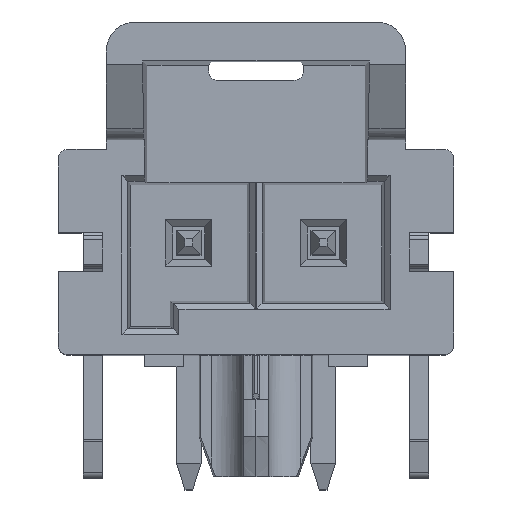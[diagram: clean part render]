
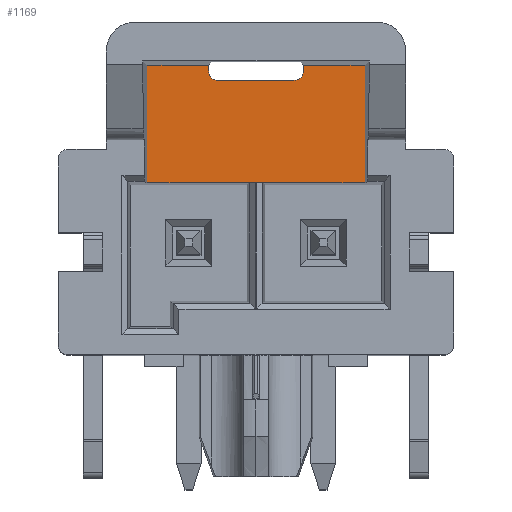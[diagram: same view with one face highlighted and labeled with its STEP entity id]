
A CAD part, top view. The second image highlights one B-rep face of the part: STEP entity #1169.
In plain terms, the highlighted planar face has unit normal (0, 0, 1).
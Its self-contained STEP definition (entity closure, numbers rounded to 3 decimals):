
#1169=ADVANCED_FACE('',(#2499),#2500,.T.);
#2499=FACE_OUTER_BOUND('',#3354,.T.);
#2500=PLANE('',#3355);
#3354=EDGE_LOOP('',(#5338,#5339,#5340,#5341,#5342,#5343,#5344,#5345,#5346,#5347,#5348,#5349));
#3355=AXIS2_PLACEMENT_3D('',#5350,#5351,#5352);
#5338=ORIENTED_EDGE('',*,*,#7327,.T.);
#5339=ORIENTED_EDGE('',*,*,#7275,.T.);
#5340=ORIENTED_EDGE('',*,*,#7286,.F.);
#5341=ORIENTED_EDGE('',*,*,#7290,.F.);
#5342=ORIENTED_EDGE('',*,*,#7294,.T.);
#5343=ORIENTED_EDGE('',*,*,#7296,.F.);
#5344=ORIENTED_EDGE('',*,*,#7298,.T.);
#5345=ORIENTED_EDGE('',*,*,#7272,.F.);
#5346=ORIENTED_EDGE('',*,*,#7328,.F.);
#5347=ORIENTED_EDGE('',*,*,#7116,.T.);
#5348=ORIENTED_EDGE('',*,*,#7329,.T.);
#5349=ORIENTED_EDGE('',*,*,#7236,.T.);
#5350=CARTESIAN_POINT('',(0.9,4.126,-3.9));
#5351=DIRECTION('',(0.0,0.0,1.0));
#5352=DIRECTION('',(1.0,0.0,0.0));
#7116=EDGE_CURVE('',#8317,#8166,#8318,.T.);
#7236=EDGE_CURVE('',#8183,#8502,#8504,.T.);
#7272=EDGE_CURVE('',#8557,#8559,#8560,.T.);
#7275=EDGE_CURVE('',#8553,#8562,#8564,.T.);
#7286=EDGE_CURVE('',#8581,#8562,#8583,.F.);
#7290=EDGE_CURVE('',#8588,#8581,#8590,.T.);
#7294=EDGE_CURVE('',#8588,#8594,#8596,.T.);
#7296=EDGE_CURVE('',#8598,#8594,#8600,.T.);
#7298=EDGE_CURVE('',#8598,#8559,#8602,.F.);
#7327=EDGE_CURVE('',#8502,#8553,#8646,.T.);
#7328=EDGE_CURVE('',#8317,#8557,#8647,.T.);
#7329=EDGE_CURVE('',#8166,#8183,#8648,.T.);
#8166=VERTEX_POINT('',#9256);
#8183=VERTEX_POINT('',#9283);
#8317=VERTEX_POINT('',#9475);
#8318=LINE('',#9476,#9477);
#8502=VERTEX_POINT('',#9759);
#8504=LINE('',#9762,#9763);
#8553=VERTEX_POINT('',#9840);
#8557=VERTEX_POINT('',#9846);
#8559=VERTEX_POINT('',#9849);
#8560=LINE('',#9850,#9851);
#8562=VERTEX_POINT('',#9854);
#8564=LINE('',#9857,#9858);
#8581=VERTEX_POINT('',#9882);
#8583=LINE('',#9885,#9886);
#8588=VERTEX_POINT('',#9893);
#8590=ELLIPSE('',#9896,0.25,0.25);
#8594=VERTEX_POINT('',#9901);
#8596=LINE('',#9904,#9905);
#8598=VERTEX_POINT('',#9907);
#8600=ELLIPSE('',#9910,0.25,0.25);
#8602=LINE('',#9912,#9913);
#8646=LINE('',#9979,#9980);
#8647=LINE('',#9981,#9982);
#8648=LINE('',#9983,#9984);
#9256=CARTESIAN_POINT('',(-0.193,1.557,-3.9));
#9283=CARTESIAN_POINT('',(0.193,1.557,-3.9));
#9475=CARTESIAN_POINT('',(-2.844,1.557,-3.9));
#9476=CARTESIAN_POINT('',(0.,1.557,-3.9));
#9477=VECTOR('',#10664,1000.0);
#9759=CARTESIAN_POINT('',(2.844,1.557,-3.9));
#9762=CARTESIAN_POINT('',(-140.119,1.557,-3.9));
#9763=VECTOR('',#10824,1000.0);
#9840=CARTESIAN_POINT('',(2.844,4.622,-3.9));
#9846=CARTESIAN_POINT('',(-2.844,4.622,-3.9));
#9849=CARTESIAN_POINT('',(-1.236,4.622,-3.9));
#9850=CARTESIAN_POINT('',(0.9,4.622,-3.9));
#9851=VECTOR('',#10868,1000.0);
#9854=CARTESIAN_POINT('',(1.236,4.622,-3.9));
#9857=CARTESIAN_POINT('',(-143.619,4.622,-3.9));
#9858=VECTOR('',#10871,1000.0);
#9882=CARTESIAN_POINT('',(1.236,4.476,-3.9));
#9885=CARTESIAN_POINT('',(1.236,4.126,-3.9));
#9886=VECTOR('',#10886,1000.0);
#9893=CARTESIAN_POINT('',(0.986,4.226,-3.9));
#9896=AXIS2_PLACEMENT_3D('',#10890,#10891,#10892);
#9901=CARTESIAN_POINT('',(-0.986,4.226,-3.9));
#9904=CARTESIAN_POINT('',(-143.619,4.226,-3.9));
#9905=VECTOR('',#10898,1000.0);
#9907=CARTESIAN_POINT('',(-1.236,4.476,-3.9));
#9910=AXIS2_PLACEMENT_3D('',#10900,#10901,#10902);
#9912=CARTESIAN_POINT('',(-1.236,5.484,-3.9));
#9913=VECTOR('',#10906,1000.0);
#9979=CARTESIAN_POINT('',(2.844,-722.883,-3.9));
#9980=VECTOR('',#10947,1000.0);
#9981=CARTESIAN_POINT('',(-2.844,4.126,-3.9));
#9982=VECTOR('',#10948,1000.0);
#9983=CARTESIAN_POINT('',(0.,1.557,-3.9));
#9984=VECTOR('',#10949,1000.0);
#10664=DIRECTION('',(1.0,0.0,0.0));
#10824=DIRECTION('',(1.0,0.,0.));
#10868=DIRECTION('',(1.0,0.,0.0));
#10871=DIRECTION('',(-1.0,0.,0.0));
#10886=DIRECTION('',(0.,-1.0,0.0));
#10890=CARTESIAN_POINT('',(0.986,4.476,-3.9));
#10891=DIRECTION('',(0.,0.,1.0));
#10892=DIRECTION('',(1.0,0.,0.));
#10898=DIRECTION('',(-1.0,0.,0.));
#10900=CARTESIAN_POINT('',(-0.986,4.476,-3.9));
#10901=DIRECTION('',(0.,0.,1.0));
#10902=DIRECTION('',(1.0,0.,0.));
#10906=DIRECTION('',(0.,-1.0,0.0));
#10947=DIRECTION('',(0.,1.0,0.0));
#10948=DIRECTION('',(0.,1.0,0.0));
#10949=DIRECTION('',(1.0,0.0,0.0));
